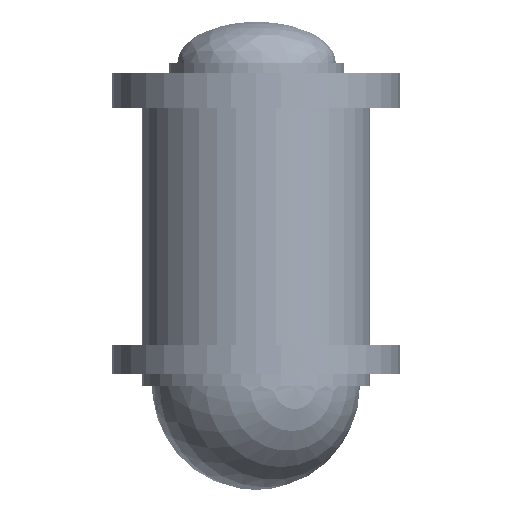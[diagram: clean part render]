
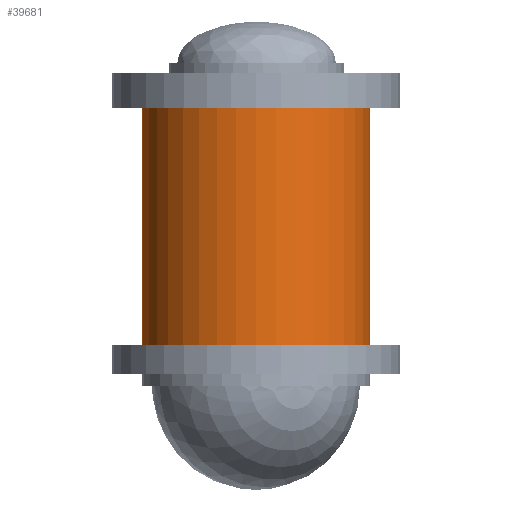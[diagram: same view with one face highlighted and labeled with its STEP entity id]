
A CAD part, front view. The second image highlights one B-rep face of the part: STEP entity #39681.
In plain terms, the highlighted cylindrical face has radius 675 mm (diameter 1350 mm), a partial arc.
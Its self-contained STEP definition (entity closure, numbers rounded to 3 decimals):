
#24941 = VERTEX_POINT ( 'NONE', #77792 ) ;
#24942 = VERTEX_POINT ( 'NONE', #77793 ) ;
#24943 = VERTEX_POINT ( 'NONE', #77794 ) ;
#24944 = VERTEX_POINT ( 'NONE', #77795 ) ;
#35049 = EDGE_CURVE ( 'NONE', #24941, #24943, #84868, .T. ) ;
#35055 = EDGE_CURVE ( 'NONE', #24942, #24944, #84870, .T. ) ;
#35062 = EDGE_CURVE ( 'NONE', #24942, #24941, #84875, .T. ) ;
#35067 = EDGE_CURVE ( 'NONE', #24944, #24943, #84878, .T. ) ;
#39681 = ADVANCED_FACE ( 'NONE', ( #94095 ), #94100, .T. ) ;
#43989 = ORIENTED_EDGE ( 'NONE', *, *, #35049, .F. ) ;
#43990 = ORIENTED_EDGE ( 'NONE', *, *, #35062, .F. ) ;
#43991 = ORIENTED_EDGE ( 'NONE', *, *, #35055, .T. ) ;
#43992 = ORIENTED_EDGE ( 'NONE', *, *, #35067, .T. ) ;
#57475 = EDGE_LOOP ( 'NONE', ( #43989, #43990, #43991, #43992 ) ) ;
#77792 = CARTESIAN_POINT ( 'NONE',  ( 675., 0., 1560. ) ) ;
#77793 = CARTESIAN_POINT ( 'NONE',  ( -675., 0., 1560. ) ) ;
#77794 = CARTESIAN_POINT ( 'NONE',  ( 675., 0., 0. ) ) ;
#77795 = CARTESIAN_POINT ( 'NONE',  ( -675., 0., 0. ) ) ;
#83173 = CARTESIAN_POINT ( 'NONE',  ( 675., 0., 1560. ) ) ;
#83174 = CARTESIAN_POINT ( 'NONE',  ( -675., 0., 1560. ) ) ;
#83183 = DIRECTION ( 'NONE',  ( 0., 0., -1. ) ) ;
#83187 = DIRECTION ( 'NONE',  ( 0., 0., -1. ) ) ;
#83194 = CARTESIAN_POINT ( 'NONE',  ( 0., 0., 1560. ) ) ;
#83195 = CARTESIAN_POINT ( 'NONE',  ( 0., 0., 0. ) ) ;
#83196 = DIRECTION ( 'NONE',  ( 0., 0., 1. ) ) ;
#83197 = DIRECTION ( 'NONE',  ( 1., 0., 0. ) ) ;
#83202 = DIRECTION ( 'NONE',  ( 0., 0., 1. ) ) ;
#83203 = DIRECTION ( 'NONE',  ( 1., 0., 0. ) ) ;
#83816 = AXIS2_PLACEMENT_3D ( 'NONE', #83194, #83196, #83197 ) ;
#83821 = AXIS2_PLACEMENT_3D ( 'NONE', #83195, #83202, #83203 ) ;
#84862 = VECTOR ( 'NONE', #83187, 1000. ) ;
#84866 = VECTOR ( 'NONE', #83183, 1000. ) ;
#84868 = LINE ( 'NONE', #83173, #84866 ) ;
#84870 = LINE ( 'NONE', #83174, #84862 ) ;
#84875 = CIRCLE ( 'NONE', #83816, 675. ) ;
#84878 = CIRCLE ( 'NONE', #83821, 675. ) ;
#92433 = DIRECTION ( 'NONE',  ( -1., 0., 0. ) ) ;
#92435 = DIRECTION ( 'NONE',  ( 0., 0., -1. ) ) ;
#92436 = CARTESIAN_POINT ( 'NONE',  ( 0., 0., 1560. ) ) ;
#93021 = AXIS2_PLACEMENT_3D ( 'NONE', #92436, #92435, #92433 ) ;
#94095 = FACE_OUTER_BOUND ( 'NONE', #57475, .T. ) ;
#94100 = CYLINDRICAL_SURFACE ( 'NONE', #93021, 675. ) ;
